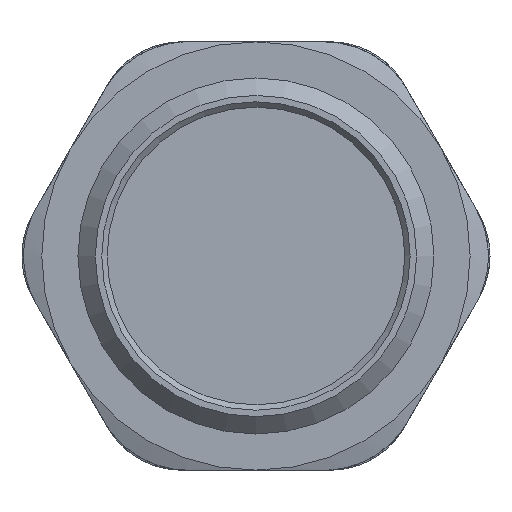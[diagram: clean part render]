
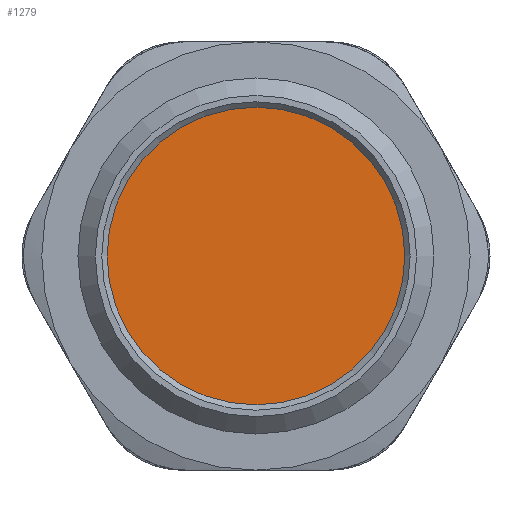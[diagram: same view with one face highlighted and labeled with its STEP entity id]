
A CAD part, front view. The second image highlights one B-rep face of the part: STEP entity #1279.
In plain terms, the highlighted planar face has unit normal (0, -1, 0).
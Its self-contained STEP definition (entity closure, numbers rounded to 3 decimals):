
#154=FACE_OUTER_BOUND('',#234,.T.);
#234=EDGE_LOOP('',(#806));
#435=CIRCLE('',#1386,13.9);
#496=VERTEX_POINT('',#1865);
#616=EDGE_CURVE('',#496,#496,#435,.T.);
#806=ORIENTED_EDGE('',*,*,#616,.T.);
#1174=PLANE('',#1385);
#1279=ADVANCED_FACE('',(#154),#1174,.F.);
#1385=AXIS2_PLACEMENT_3D('',#1864,#1535,#1536);
#1386=AXIS2_PLACEMENT_3D('',#1866,#1537,#1538);
#1535=DIRECTION('center_axis',(0.,1.,0.));
#1536=DIRECTION('ref_axis',(0.,0.,1.));
#1537=DIRECTION('center_axis',(0.,-1.,0.));
#1538=DIRECTION('ref_axis',(-1.,0.,0.));
#1864=CARTESIAN_POINT('Origin',(-2.996,-4.507,0.));
#1865=CARTESIAN_POINT('',(10.904,-4.507,0.));
#1866=CARTESIAN_POINT('Origin',(-2.996,-4.507,0.));
